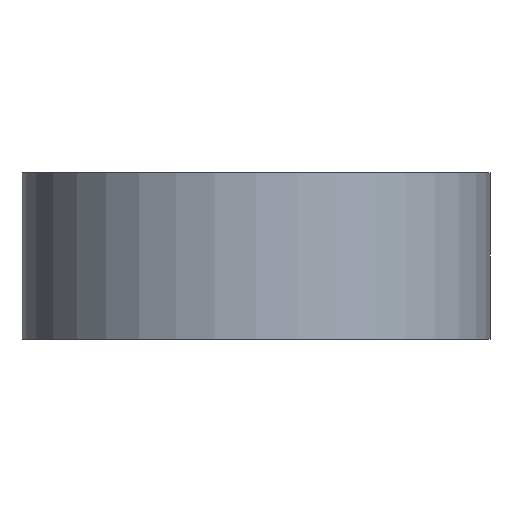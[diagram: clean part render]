
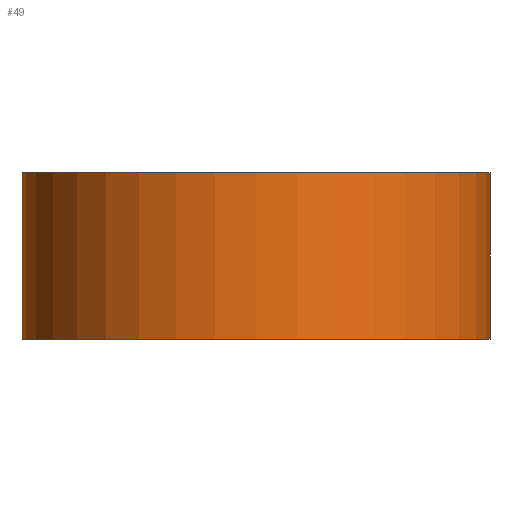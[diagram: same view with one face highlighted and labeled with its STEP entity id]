
A CAD part, front view. The second image highlights one B-rep face of the part: STEP entity #49.
In plain terms, the highlighted cylindrical face has radius 22.5 mm (diameter 45 mm), a partial arc.
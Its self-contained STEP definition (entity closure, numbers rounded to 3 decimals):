
#37 = DIRECTION ( 'NONE',  ( -1., 0., 0. ) ) ;
#49 = ADVANCED_FACE ( 'NONE', ( #521 ), #130, .T. ) ;
#85 = CARTESIAN_POINT ( 'NONE',  ( 0., 0., 0. ) ) ;
#89 = DIRECTION ( 'NONE',  ( 0., 0., -1. ) ) ;
#93 = VERTEX_POINT ( 'NONE', #349 ) ;
#106 = VERTEX_POINT ( 'NONE', #228 ) ;
#126 = DIRECTION ( 'NONE',  ( 0., 0., -1. ) ) ;
#130 = CYLINDRICAL_SURFACE ( 'NONE', #430, 22.5 ) ;
#153 = DIRECTION ( 'NONE',  ( 0., 0., -1. ) ) ;
#161 = ORIENTED_EDGE ( 'NONE', *, *, #288, .F. ) ;
#168 = DIRECTION ( 'NONE',  ( 0., 0., 1. ) ) ;
#174 = EDGE_CURVE ( 'NONE', #93, #229, #550, .T. ) ;
#176 = DIRECTION ( 'NONE',  ( 0., 0., 1. ) ) ;
#213 = DIRECTION ( 'NONE',  ( 1., 0., 0. ) ) ;
#227 = AXIS2_PLACEMENT_3D ( 'NONE', #85, #168, #213 ) ;
#228 = CARTESIAN_POINT ( 'NONE',  ( 22.5, 0., 0. ) ) ;
#229 = VERTEX_POINT ( 'NONE', #284 ) ;
#284 = CARTESIAN_POINT ( 'NONE',  ( -22.5, 0., 0. ) ) ;
#288 = EDGE_CURVE ( 'NONE', #497, #106, #467, .T. ) ;
#323 = CARTESIAN_POINT ( 'NONE',  ( 0., 0., 16. ) ) ;
#328 = EDGE_CURVE ( 'NONE', #229, #106, #476, .T. ) ;
#349 = CARTESIAN_POINT ( 'NONE',  ( -22.5, 0., 16. ) ) ;
#363 = DIRECTION ( 'NONE',  ( 1., 0., 0. ) ) ;
#384 = CARTESIAN_POINT ( 'NONE',  ( 22.5, 0., 16. ) ) ;
#396 = ORIENTED_EDGE ( 'NONE', *, *, #328, .T. ) ;
#421 = CIRCLE ( 'NONE', #505, 22.5 ) ;
#430 = AXIS2_PLACEMENT_3D ( 'NONE', #477, #89, #37 ) ;
#436 = CARTESIAN_POINT ( 'NONE',  ( 22.5, 0., 16. ) ) ;
#438 = ORIENTED_EDGE ( 'NONE', *, *, #441, .F. ) ;
#441 = EDGE_CURVE ( 'NONE', #93, #497, #421, .T. ) ;
#467 = LINE ( 'NONE', #384, #483 ) ;
#476 = CIRCLE ( 'NONE', #227, 22.5 ) ;
#477 = CARTESIAN_POINT ( 'NONE',  ( 0., 0., 16. ) ) ;
#483 = VECTOR ( 'NONE', #126, 1000. ) ;
#497 = VERTEX_POINT ( 'NONE', #436 ) ;
#505 = AXIS2_PLACEMENT_3D ( 'NONE', #323, #176, #363 ) ;
#513 = VECTOR ( 'NONE', #153, 1000. ) ;
#521 = FACE_OUTER_BOUND ( 'NONE', #558, .T. ) ;
#536 = CARTESIAN_POINT ( 'NONE',  ( -22.5, 0., 16. ) ) ;
#542 = ORIENTED_EDGE ( 'NONE', *, *, #174, .T. ) ;
#550 = LINE ( 'NONE', #536, #513 ) ;
#558 = EDGE_LOOP ( 'NONE', ( #161, #438, #542, #396 ) ) ;
